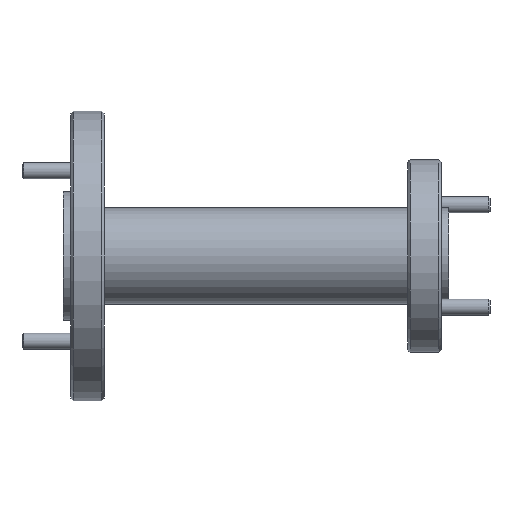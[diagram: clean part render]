
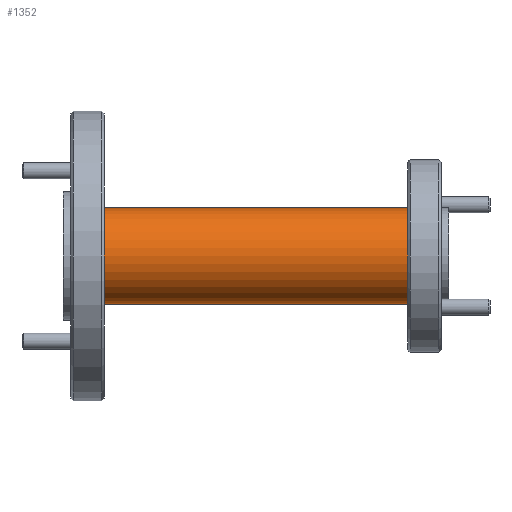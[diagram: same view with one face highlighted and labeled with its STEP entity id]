
A CAD part, front view. The second image highlights one B-rep face of the part: STEP entity #1352.
In plain terms, the highlighted cylindrical face has radius 4.763 mm (diameter 9.525 mm), a partial arc.
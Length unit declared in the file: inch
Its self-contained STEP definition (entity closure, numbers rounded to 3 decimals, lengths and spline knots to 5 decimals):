
#29 = DIRECTION ( 'NONE',  ( -1., 0., 0. ) ) ;
#199 = LINE ( 'NONE', #1233, #2969 ) ;
#217 = EDGE_CURVE ( 'NONE', #3012, #1585, #2959, .T. ) ;
#488 = AXIS2_PLACEMENT_3D ( 'NONE', #642, #3700, #2798 ) ;
#642 = CARTESIAN_POINT ( 'NONE',  ( 1.34, 0., 0. ) ) ;
#647 = ORIENTED_EDGE ( 'NONE', *, *, #1822, .T. ) ;
#671 = VECTOR ( 'NONE', #29, 39.37008 ) ;
#700 = EDGE_LOOP ( 'NONE', ( #3403, #3497, #647, #3011 ) ) ;
#964 = CARTESIAN_POINT ( 'NONE',  ( 0., 0., -0.1875 ) ) ;
#1087 = DIRECTION ( 'NONE',  ( -1., 0., 0. ) ) ;
#1127 = EDGE_CURVE ( 'NONE', #3012, #1817, #3935, .T. ) ;
#1212 = CYLINDRICAL_SURFACE ( 'NONE', #3241, 0.1875 ) ;
#1233 = CARTESIAN_POINT ( 'NONE',  ( 0., 0., 0.1875 ) ) ;
#1352 = ADVANCED_FACE ( 'NONE', ( #1881 ), #1212, .T. ) ;
#1370 = AXIS2_PLACEMENT_3D ( 'NONE', #3275, #3559, #2030 ) ;
#1390 = CARTESIAN_POINT ( 'NONE',  ( 0., 0., 0. ) ) ;
#1585 = VERTEX_POINT ( 'NONE', #3565 ) ;
#1817 = VERTEX_POINT ( 'NONE', #3697 ) ;
#1822 = EDGE_CURVE ( 'NONE', #1585, #2735, #199, .T. ) ;
#1881 = FACE_OUTER_BOUND ( 'NONE', #700, .T. ) ;
#2030 = DIRECTION ( 'NONE',  ( 0., 0., 1. ) ) ;
#2082 = CARTESIAN_POINT ( 'NONE',  ( 1.34, 0., -0.1875 ) ) ;
#2233 = CARTESIAN_POINT ( 'NONE',  ( 0.16, 0., 0.1875 ) ) ;
#2735 = VERTEX_POINT ( 'NONE', #2233 ) ;
#2785 = DIRECTION ( 'NONE',  ( -1., 0., 0. ) ) ;
#2798 = DIRECTION ( 'NONE',  ( 0., 0., 1. ) ) ;
#2959 = CIRCLE ( 'NONE', #488, 0.1875 ) ;
#2969 = VECTOR ( 'NONE', #2785, 39.37008 ) ;
#3011 = ORIENTED_EDGE ( 'NONE', *, *, #3871, .F. ) ;
#3012 = VERTEX_POINT ( 'NONE', #2082 ) ;
#3139 = CIRCLE ( 'NONE', #1370, 0.1875 ) ;
#3174 = DIRECTION ( 'NONE',  ( 0., 0., 1. ) ) ;
#3241 = AXIS2_PLACEMENT_3D ( 'NONE', #1390, #1087, #3174 ) ;
#3275 = CARTESIAN_POINT ( 'NONE',  ( 0.16, 0., 0. ) ) ;
#3403 = ORIENTED_EDGE ( 'NONE', *, *, #1127, .F. ) ;
#3497 = ORIENTED_EDGE ( 'NONE', *, *, #217, .T. ) ;
#3559 = DIRECTION ( 'NONE',  ( -1., 0., 0. ) ) ;
#3565 = CARTESIAN_POINT ( 'NONE',  ( 1.34, 0., 0.1875 ) ) ;
#3697 = CARTESIAN_POINT ( 'NONE',  ( 0.16, 0., -0.1875 ) ) ;
#3700 = DIRECTION ( 'NONE',  ( -1., 0., 0. ) ) ;
#3871 = EDGE_CURVE ( 'NONE', #1817, #2735, #3139, .T. ) ;
#3935 = LINE ( 'NONE', #964, #671 ) ;
